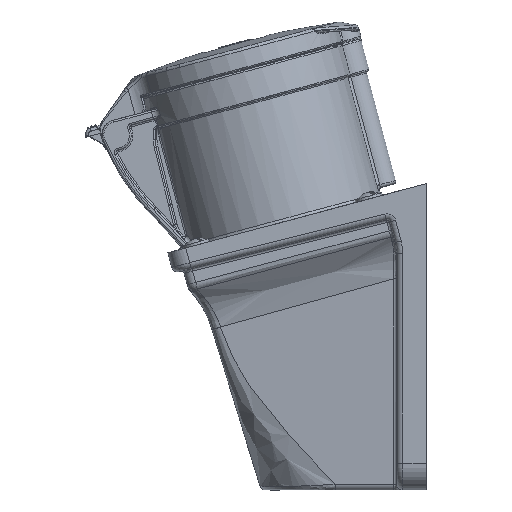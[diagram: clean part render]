
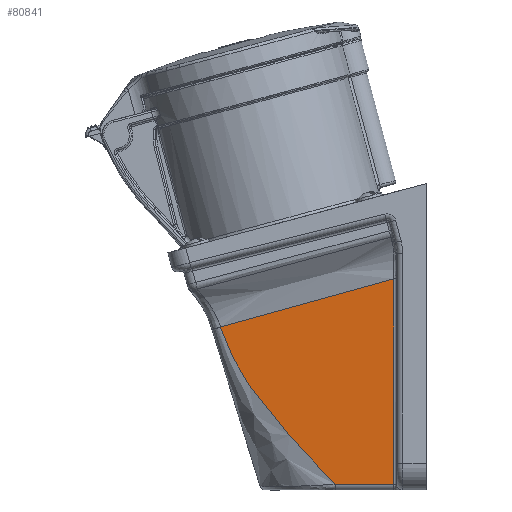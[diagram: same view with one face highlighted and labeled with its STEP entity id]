
A CAD part, left-side view. The second image highlights one B-rep face of the part: STEP entity #80841.
In plain terms, the highlighted planar face has unit normal (-0.998, 0.001, -0.056).
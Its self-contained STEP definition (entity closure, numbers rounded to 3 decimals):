
#1614 = CARTESIAN_POINT ( 'NONE',  ( -27.657, 26.922, 6.049 ) ) ;
#1784 = EDGE_CURVE ( 'NONE', #21701, #12824, #78681, .T. ) ;
#1926 = CARTESIAN_POINT ( 'NONE',  ( -27.658, 26.929, 6.071 ) ) ;
#2033 = FACE_OUTER_BOUND ( 'NONE', #12991, .T. ) ;
#5731 = CARTESIAN_POINT ( 'NONE',  ( -27.655, 26.909, 6.005 ) ) ;
#8600 = CARTESIAN_POINT ( 'NONE',  ( -27.658, 26.929, 6.071 ) ) ;
#10112 = ORIENTED_EDGE ( 'NONE', *, *, #84394, .T. ) ;
#11922 = EDGE_CURVE ( 'NONE', #83480, #21701, #76490, .T. ) ;
#12824 = VERTEX_POINT ( 'NONE', #5731 ) ;
#12991 = EDGE_LOOP ( 'NONE', ( #10112, #27717, #22212, #69992, #56611 ) ) ;
#18947 = EDGE_CURVE ( 'NONE', #12824, #29850, #89092, .T. ) ;
#19374 = CARTESIAN_POINT ( 'NONE',  ( -27.655, 26.909, 6.005 ) ) ;
#20376 = DIRECTION ( 'NONE',  ( -0.056, 0., 0.998 ) ) ;
#21428 = DIRECTION ( 'NONE',  ( -0.001, -1., 0. ) ) ;
#21701 = VERTEX_POINT ( 'NONE', #8600 ) ;
#22212 = ORIENTED_EDGE ( 'NONE', *, *, #11922, .T. ) ;
#23205 = CARTESIAN_POINT ( 'NONE',  ( -28.631, -31.318, 22.232 ) ) ;
#26476 = CARTESIAN_POINT ( 'NONE',  ( -26.652, 21.419, -11.951 ) ) ;
#27717 = ORIENTED_EDGE ( 'NONE', *, *, #34973, .T. ) ;
#28273 = LINE ( 'NONE', #63755, #29330 ) ;
#29330 = VECTOR ( 'NONE', #21428, 1000. ) ;
#29850 = VERTEX_POINT ( 'NONE', #82190 ) ;
#30328 = CARTESIAN_POINT ( 'NONE',  ( -28.631, -31.318, 22.232 ) ) ;
#33294 = VECTOR ( 'NONE', #41969, 1000. ) ;
#34010 = CARTESIAN_POINT ( 'NONE',  ( -30.761, -32.317, 60.148 ) ) ;
#34574 = VERTEX_POINT ( 'NONE', #36278 ) ;
#34611 = PLANE ( 'NONE',  #73801 ) ;
#34973 = EDGE_CURVE ( 'NONE', #34574, #83480, #52036, .T. ) ;
#35236 = DIRECTION ( 'NONE',  ( -0.998, 0.001, -0.056 ) ) ;
#36278 = CARTESIAN_POINT ( 'NONE',  ( -24.751, -31.318, -46.835 ) ) ;
#40114 = CARTESIAN_POINT ( 'NONE',  ( -24.73, -11.594, -46.835 ) ) ;
#41969 = DIRECTION ( 'NONE',  ( -0.056, 0., 0.998 ) ) ;
#48383 = CARTESIAN_POINT ( 'NONE',  ( -25.813, 7.001, -27.186 ) ) ;
#49636 = CARTESIAN_POINT ( 'NONE',  ( -30.76, -31.318, 60.148 ) ) ;
#51311 = CARTESIAN_POINT ( 'NONE',  ( -28.306, -11.905, 16.836 ) ) ;
#52036 = LINE ( 'NONE', #49636, #33294 ) ;
#56611 = ORIENTED_EDGE ( 'NONE', *, *, #18947, .T. ) ;
#57236 = CARTESIAN_POINT ( 'NONE',  ( -27.655, 26.909, 6.005 ) ) ;
#63755 = CARTESIAN_POINT ( 'NONE',  ( -24.753, -32.323, -46.835 ) ) ;
#65520 = CARTESIAN_POINT ( 'NONE',  ( -27.982, 7.511, 11.45 ) ) ;
#65841 = CARTESIAN_POINT ( 'NONE',  ( -27.658, 26.929, 6.071 ) ) ;
#69992 = ORIENTED_EDGE ( 'NONE', *, *, #1784, .T. ) ;
#72618 = CARTESIAN_POINT ( 'NONE',  ( -27.656, 26.916, 6.027 ) ) ;
#73801 = AXIS2_PLACEMENT_3D ( 'NONE', #34010, #35236, #20376 ) ;
#75875 = CARTESIAN_POINT ( 'NONE',  ( -24.892, -8.81, -43.893 ) ) ;
#76174 = CARTESIAN_POINT ( 'NONE',  ( -24.811, -10.202, -45.364 ) ) ;
#76490 = B_SPLINE_CURVE_WITH_KNOTS ( 'NONE', 3,
 ( #30328, #51311, #65520, #65841 ),
 .UNSPECIFIED., .F., .F.,
 ( 4, 4 ),
 ( 0.001, 0.061 ),
 .UNSPECIFIED. ) ;
#78681 =( BOUNDED_CURVE ( )  B_SPLINE_CURVE ( 3, ( #1926, #1614, #72618, #57236 ),
 .UNSPECIFIED., .F., .F. ) 
 B_SPLINE_CURVE_WITH_KNOTS ( ( 4, 4 ),
 ( 4.394, 4.396 ),
 .UNSPECIFIED. ) 
 CURVE ( )  GEOMETRIC_REPRESENTATION_ITEM ( )  RATIONAL_B_SPLINE_CURVE ( ( 1., 1., 1., 1. ) ) 
 REPRESENTATION_ITEM ( '' )  );
#80841 = ADVANCED_FACE ( 'NONE', ( #2033 ), #34611, .T. ) ;
#82190 = CARTESIAN_POINT ( 'NONE',  ( -24.73, -11.594, -46.835 ) ) ;
#82688 = CARTESIAN_POINT ( 'NONE',  ( -24.973, -7.418, -42.422 ) ) ;
#83480 = VERTEX_POINT ( 'NONE', #23205 ) ;
#84394 = EDGE_CURVE ( 'NONE', #29850, #34574, #28273, .T. ) ;
#89092 = B_SPLINE_CURVE_WITH_KNOTS ( 'NONE', 3,
 ( #19374, #26476, #48383, #82688, #75875, #76174, #40114 ),
 .UNSPECIFIED., .F., .F.,
 ( 4, 3, 4 ),
 ( -0.224, -0.167, -0.162 ),
 .UNSPECIFIED. ) ;
